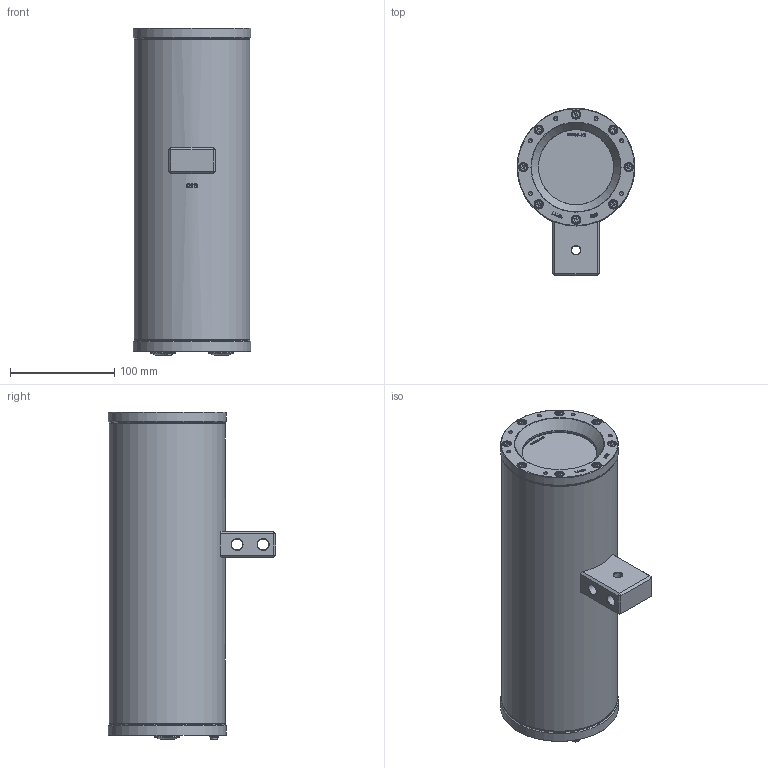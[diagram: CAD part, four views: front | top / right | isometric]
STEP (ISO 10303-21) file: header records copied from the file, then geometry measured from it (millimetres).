
FILE_DESCRIPTION(/* description */ (''),/* implementation_level */ '2;1');
FILE_NAME(/* name */ 'T07-VA2.3.K3.BOR3_(EX D ENCLOSURE).stp',/* time_stamp */ '2022-01-14T14:15:43+01:00',/* author */ ('Thiemo Gruber'),/* organization */ (''),/* preprocessor_version */ 'ST-DEVELOPER v18.1',/* originating_system */ 'Autodesk Inventor 2022',/* authorisation */ '');
FILE_SCHEMA (('AUTOMOTIVE_DESIGN { 1 0 10303 214 3 1 1 }'));
Products named in the file (23): T07-VA2.3.K3.BOR3_(EX D ENCLOSURE); T07-VA2.x.K3_(Flachdichtung, Schrauben 14mm); VA2.x.K3_rev.01; DIN 125-1  A A 4.3; DIN 127 - zurückgezogen A 4; DIN 84  - ersetzt durch DIN EN ISO 1207 M4 x 8; M4x0.7 14mm mit Federring; DIN 912 - M4 x 12; VA2.3.R_vers.1_rev.00_(mit Schweißnocken); VA2.3.R_vers.1_rev.00; T07-VA2.3.Nocke; T07-VA2.x.BOR2_(Flachdichtung, Schrauben 12mm); VA2.x.BOR2_rev.02; VA2.x.Germaniumglas.1; VA2.BOR.Sicherungsring; VA2.x.BOR Pufferring; VA2.x.BOR_Compound; VA2.x.Passscheibe; VA2.x.GYLON Style 3504 blau; Schraube M4 mit Federring; DIN 128 - A4; DIN 912 - M4 x 12_1; Kunststoff Blind- und Schutzstopfen M20x1,5 für Gehäuse (nich
t-Ex) 
Assembly tree (39 placements, depth 4):
  T07-VA2.3.K3.BOR3_(EX D ENCLOSURE)
    T07-VA2.x.K3_(Flachdichtung, Schrauben 14mm)
      VA2.x.K3_rev.01
      VA2.x.GYLON Style 3504 blau
      DIN 125-1  A A 4.3
      DIN 127 - zurückgezogen A 4
      DIN 84  - ersetzt durch DIN EN ISO 1207 M4 x 8
      M4x0.7 14mm mit Federring  x8
        DIN 912 - M4 x 12
        DIN 128 - A4
    VA2.3.R_vers.1_rev.00_(mit Schweißnocken)
      VA2.3.R_vers.1_rev.00
      T07-VA2.3.Nocke
    T07-VA2.x.BOR2_(Flachdichtung, Schrauben 12mm)
      VA2.x.BOR2_rev.02
      VA2.x.Germaniumglas.1
      VA2.BOR.Sicherungsring
      VA2.x.BOR Pufferring
      VA2.x.BOR_Compound
      VA2.x.Passscheibe
      VA2.x.GYLON Style 3504 blau
      Schraube M4 mit Federring  x8
        DIN 128 - A4
        DIN 912 - M4 x 12_1
    Kunststoff Blind- und Schutzstopfen M20x1,5 für Gehäuse (nich
t-Ex)   x2
Bounding box: 113 x 160.5 x 314.5 mm (x, y, z)
Volume: 768868.2 mm3; surface area: 352049.8 mm2
Topology: 48 solids, 48 shells, 5919 faces, 14844 edges, 9225 vertices
Faces by surface type: bspline 2333, plane 2013, cylinder 874, torus 361, cone 204, sphere 134
Full cylindrical faces by diameter (mm): 2.459 x4, 3.197 x1, 3.2 x2, 3.242 x28, 3.621 x1, 3.8 x16, 4 x17, 4.3 x1, 4.5 x16, 7 x16, 8 x16, 8.2 x1, 9 x1, 10.5 x2, 15 x2, 18.376 x2, 19.85 x2, 24.12 x2, 71 x2, 72 x3, 80 x2, 81.8 x1, 83 x2, 84 x1, 85 x2, 88 x1, 91 x6, 105 x1, 111 x3, 113 x2
Entity records: 104665 total; most frequent: CARTESIAN_POINT 39756, ORIENTED_EDGE 14580, DIRECTION 10190, EDGE_CURVE 7290, VERTEX_POINT 4652, AXIS2_PLACEMENT_3D 3434, LINE 3322, VECTOR 3322
